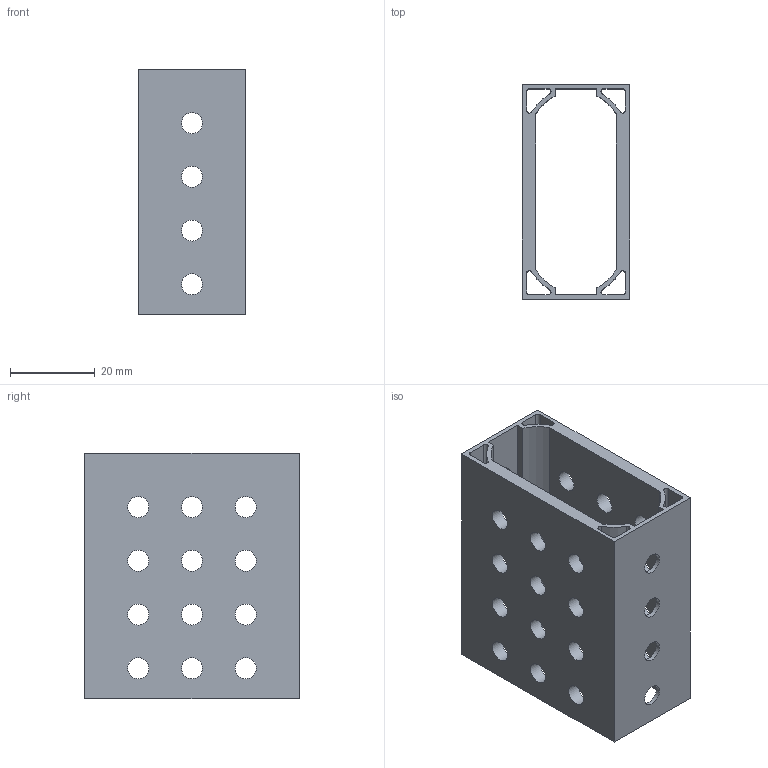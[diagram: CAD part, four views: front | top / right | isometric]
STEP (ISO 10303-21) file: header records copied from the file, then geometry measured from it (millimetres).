
FILE_DESCRIPTION(/* description */ ('STEP AP214'),/* implementation_level */ '2;1');
FILE_NAME(/* name */ '65c589cb5f58383adc4ca79a',/* time_stamp */ '2024-02-09T02:11:24Z',/* author */ (''),/* organization */ (''),/* preprocessor_version */ 'ST-DEVELOPER v19.4',/* originating_system */ ' ',/* authorisation */ ' ');
FILE_SCHEMA (('AUTOMOTIVE_DESIGN {1 0 10303 214 3 1 1}'));
Length unit declared in the file: metre
Products named in the file (1): Tube 2"x1"x2.283"
Bounding box: 25.4 x 50.8 x 57.99 mm (x, y, z)
Volume: 18347.8 mm3; surface area: 21385.9 mm2
Topology: 1 solids, 1 shells, 74 faces, 216 edges, 144 vertices
Faces by surface type: cylinder 52, plane 22
Full cylindrical faces by diameter (mm): 4.978 x32
Entity records: 2522 total; most frequent: DIRECTION 438, CARTESIAN_POINT 403, ORIENTED_EDGE 368, EDGE_CURVE 184, EDGE_LOOP 180, FACE_BOUND 180, AXIS2_PLACEMENT_3D 179, VERTEX_POINT 144
